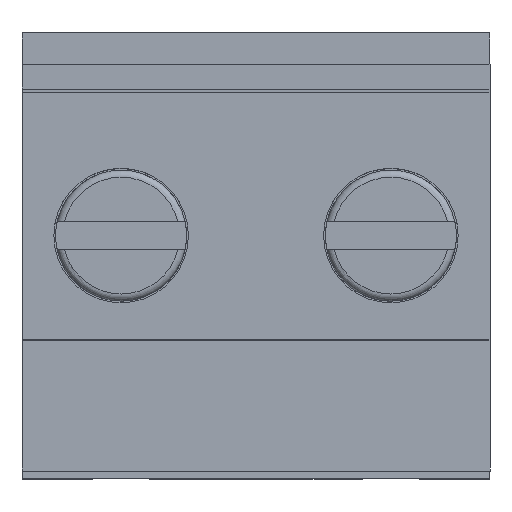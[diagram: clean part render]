
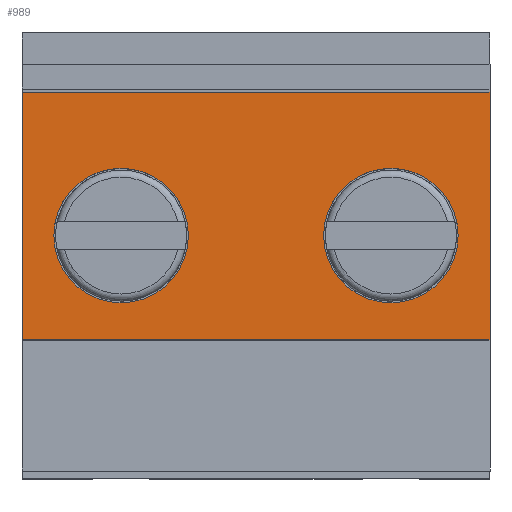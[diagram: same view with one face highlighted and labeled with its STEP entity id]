
A CAD part, top view. The second image highlights one B-rep face of the part: STEP entity #989.
In plain terms, the highlighted planar face has unit normal (0, 0, 1).
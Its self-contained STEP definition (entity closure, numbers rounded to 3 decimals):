
#989 = ADVANCED_FACE( '', ( #1948, #1949, #1950 ), #1951, .T. );
#1948 = FACE_BOUND( '', #2889, .T. );
#1949 = FACE_BOUND( '', #2890, .T. );
#1950 = FACE_OUTER_BOUND( '', #2891, .T. );
#1951 = PLANE( '', #2892 );
#2889 = EDGE_LOOP( '', ( #5512 ) );
#2890 = EDGE_LOOP( '', ( #5513 ) );
#2891 = EDGE_LOOP( '', ( #5514, #5515, #5516, #5517 ) );
#2892 = AXIS2_PLACEMENT_3D( '', #5518, #5519, #5520 );
#5512 = ORIENTED_EDGE( '', *, *, #6718, .T. );
#5513 = ORIENTED_EDGE( '', *, *, #5792, .T. );
#5514 = ORIENTED_EDGE( '', *, *, #5866, .F. );
#5515 = ORIENTED_EDGE( '', *, *, #6352, .F. );
#5516 = ORIENTED_EDGE( '', *, *, #5947, .T. );
#5517 = ORIENTED_EDGE( '', *, *, #6803, .T. );
#5518 = CARTESIAN_POINT( '', ( 13.22, 3., 17.6 ) );
#5519 = DIRECTION( '', ( 0., 0., 1. ) );
#5520 = DIRECTION( '', ( 1., 0., 0. ) );
#5792 = EDGE_CURVE( '', #6928, #6928, #6929, .T. );
#5866 = EDGE_CURVE( '', #7059, #7061, #7062, .T. );
#5947 = EDGE_CURVE( '', #7204, #7202, #7205, .T. );
#6352 = EDGE_CURVE( '', #7204, #7059, #7853, .T. );
#6718 = EDGE_CURVE( '', #8329, #8329, #8330, .T. );
#6803 = EDGE_CURVE( '', #7202, #7061, #8423, .T. );
#6928 = VERTEX_POINT( '', #8586 );
#6929 = CIRCLE( '', #8587, 1.9 );
#7059 = VERTEX_POINT( '', #8773 );
#7061 = VERTEX_POINT( '', #8776 );
#7062 = LINE( '', #8777, #8778 );
#7202 = VERTEX_POINT( '', #8975 );
#7204 = VERTEX_POINT( '', #8978 );
#7205 = LINE( '', #8979, #8980 );
#7853 = LINE( '', #9927, #9928 );
#8329 = VERTEX_POINT( '', #10643 );
#8330 = CIRCLE( '', #10644, 1.9 );
#8423 = LINE( '', #10777, #10778 );
#8586 = CARTESIAN_POINT( '', ( 2.8, 4.05, 17.6 ) );
#8587 = AXIS2_PLACEMENT_3D( '', #10863, #10864, #10865 );
#8773 = CARTESIAN_POINT( '', ( 0., 3., 17.6 ) );
#8776 = CARTESIAN_POINT( '', ( 0., 10., 17.6 ) );
#8777 = CARTESIAN_POINT( '', ( 0., 3., 17.6 ) );
#8778 = VECTOR( '', #10929, 1000. );
#8975 = CARTESIAN_POINT( '', ( 13.22, 10., 17.6 ) );
#8978 = CARTESIAN_POINT( '', ( 13.22, 3., 17.6 ) );
#8979 = CARTESIAN_POINT( '', ( 13.22, 3., 17.6 ) );
#8980 = VECTOR( '', #11021, 1000. );
#9927 = CARTESIAN_POINT( '', ( 13.22, 3., 17.6 ) );
#9928 = VECTOR( '', #11396, 1000. );
#10643 = CARTESIAN_POINT( '', ( 10.42, 4.05, 17.6 ) );
#10644 = AXIS2_PLACEMENT_3D( '', #11698, #11699, #11700 );
#10777 = CARTESIAN_POINT( '', ( 13.22, 10., 17.6 ) );
#10778 = VECTOR( '', #11743, 1000. );
#10863 = CARTESIAN_POINT( '', ( 2.8, 5.95, 17.6 ) );
#10864 = DIRECTION( '', ( 0., 0., -1. ) );
#10865 = DIRECTION( '', ( 0., -1., 0. ) );
#10929 = DIRECTION( '', ( 0., 1., 0. ) );
#11021 = DIRECTION( '', ( 0., 1., 0. ) );
#11396 = DIRECTION( '', ( -1., 0., 0. ) );
#11698 = CARTESIAN_POINT( '', ( 10.42, 5.95, 17.6 ) );
#11699 = DIRECTION( '', ( 0., 0., -1. ) );
#11700 = DIRECTION( '', ( 0., -1., 0. ) );
#11743 = DIRECTION( '', ( -1., 0., 0. ) );
